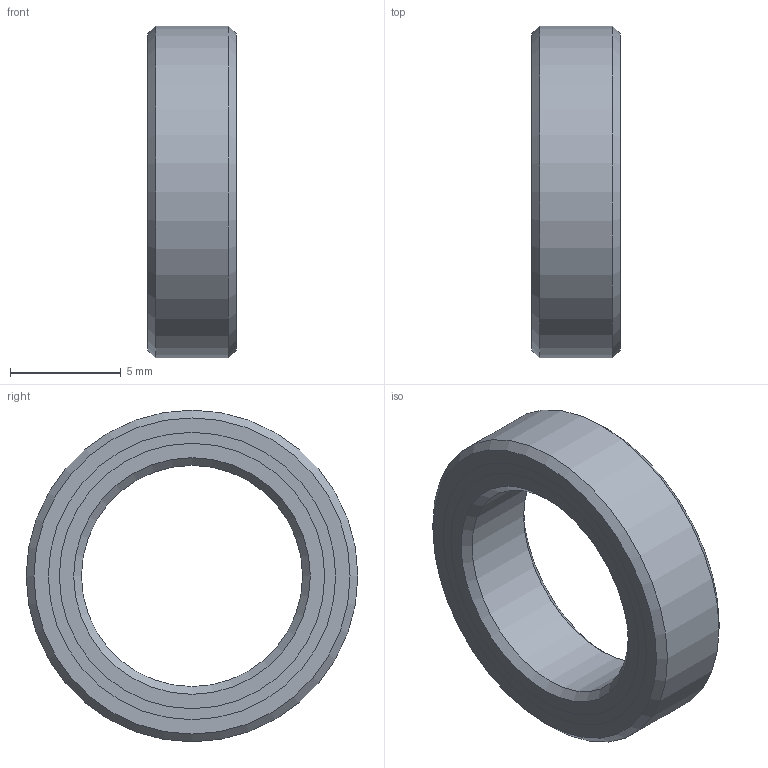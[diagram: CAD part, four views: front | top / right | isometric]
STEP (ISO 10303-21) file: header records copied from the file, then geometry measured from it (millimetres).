
FILE_DESCRIPTION(/* description */ (''),/* implementation_level */ '2;1');
FILE_NAME(/* name */ 'Precision Bearing 10x15x4 6700ZZ v1.step',/* time_stamp */ '2024-08-01T16:15:47+02:00',/* author */ (''),/* organization */ (''),/* preprocessor_version */ 'ST-DEVELOPER v20',/* originating_system */ 'Autodesk Translation Framework v13.14.0.145',/* authorisation */ '');
FILE_SCHEMA (('AUTOMOTIVE_DESIGN { 1 0 10303 214 3 1 1 }'));
Length unit declared in the file: millimetre
Products named in the file (1): Precision Bearing 10*15*4 6700ZZ
Bounding box: 4 x 15 x 15 mm (x, y, z)
Volume: 325 mm3; surface area: 1260.6 mm2
Topology: 15 solids, 15 shells, 88 faces, 256 edges, 176 vertices
Faces by surface type: sphere 40, plane 30, cylinder 12, cone 4, torus 2
Full cylindrical faces by diameter (mm): 10 x1, 12 x5, 13 x5, 15 x1
Entity records: 4186 total; most frequent: CARTESIAN_POINT 1801, ORIENTED_EDGE 472, DIRECTION 472, EDGE_CURVE 236, AXIS2_PLACEMENT_3D 227, VERTEX_POINT 176, CIRCLE 138, EDGE_LOOP 136
